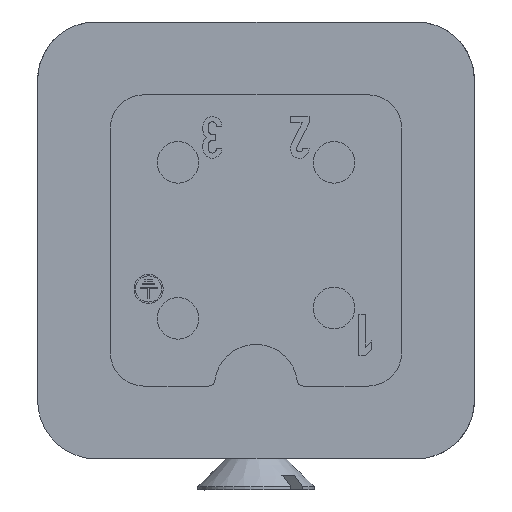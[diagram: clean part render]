
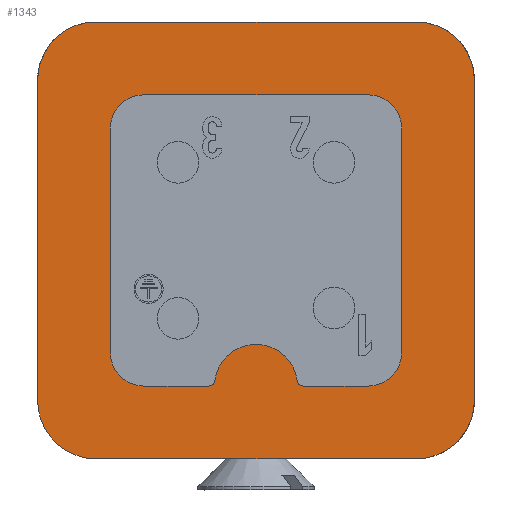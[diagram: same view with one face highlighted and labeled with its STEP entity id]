
A CAD part, front view. The second image highlights one B-rep face of the part: STEP entity #1343.
In plain terms, the highlighted planar face has unit normal (0, -1, 0).
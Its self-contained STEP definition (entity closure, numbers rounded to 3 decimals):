
#853=FACE_BOUND('',#2284,.T.);
#854=FACE_BOUND('',#2285,.T.);
#970=CIRCLE('',#7262,2.);
#971=CIRCLE('',#7264,0.3);
#974=CIRCLE('',#7269,1.6);
#976=CIRCLE('',#7273,1.6);
#978=CIRCLE('',#7277,1.6);
#980=CIRCLE('',#7281,1.6);
#982=CIRCLE('',#7286,0.3);
#987=CIRCLE('',#7299,2.8);
#1012=CIRCLE('',#7366,2.8);
#1014=CIRCLE('',#7375,2.8);
#1017=CIRCLE('',#7386,2.8);
#1343=ADVANCED_FACE('',(#853,#854),#1614,.T.);
#1614=PLANE('',#7387);
#2284=EDGE_LOOP('',(#3761,#3762,#3763,#3764,#3765,#3766,#3767,#3768,#3769,
#3770,#3771,#3772));
#2285=EDGE_LOOP('',(#3773,#3774,#3775,#3776,#3777,#3778,#3779,#3780));
#3761=ORIENTED_EDGE('',*,*,#5256,.T.);
#3762=ORIENTED_EDGE('',*,*,#5224,.T.);
#3763=ORIENTED_EDGE('',*,*,#5225,.T.);
#3764=ORIENTED_EDGE('',*,*,#5230,.T.);
#3765=ORIENTED_EDGE('',*,*,#5233,.T.);
#3766=ORIENTED_EDGE('',*,*,#5236,.T.);
#3767=ORIENTED_EDGE('',*,*,#5239,.T.);
#3768=ORIENTED_EDGE('',*,*,#5242,.T.);
#3769=ORIENTED_EDGE('',*,*,#5245,.T.);
#3770=ORIENTED_EDGE('',*,*,#5248,.T.);
#3771=ORIENTED_EDGE('',*,*,#5251,.T.);
#3772=ORIENTED_EDGE('',*,*,#5253,.T.);
#3773=ORIENTED_EDGE('',*,*,#5412,.F.);
#3774=ORIENTED_EDGE('',*,*,#5281,.T.);
#3775=ORIENTED_EDGE('',*,*,#5295,.T.);
#3776=ORIENTED_EDGE('',*,*,#5413,.T.);
#3777=ORIENTED_EDGE('',*,*,#5414,.T.);
#3778=ORIENTED_EDGE('',*,*,#5379,.T.);
#3779=ORIENTED_EDGE('',*,*,#5395,.T.);
#3780=ORIENTED_EDGE('',*,*,#5398,.T.);
#4449=VERTEX_POINT('',#10370);
#4452=VERTEX_POINT('',#10375);
#4453=VERTEX_POINT('',#10379);
#4456=VERTEX_POINT('',#10387);
#4458=VERTEX_POINT('',#10393);
#4460=VERTEX_POINT('',#10399);
#4462=VERTEX_POINT('',#10405);
#4464=VERTEX_POINT('',#10411);
#4466=VERTEX_POINT('',#10417);
#4468=VERTEX_POINT('',#10423);
#4470=VERTEX_POINT('',#10429);
#4472=VERTEX_POINT('',#10434);
#4495=VERTEX_POINT('',#10541);
#4496=VERTEX_POINT('',#10543);
#4504=VERTEX_POINT('',#10567);
#4565=VERTEX_POINT('',#10866);
#4566=VERTEX_POINT('',#10867);
#4574=VERTEX_POINT('',#10895);
#4576=VERTEX_POINT('',#10922);
#4583=VERTEX_POINT('',#10977);
#5224=EDGE_CURVE('',#4449,#4452,#970,.T.);
#5225=EDGE_CURVE('',#4452,#4453,#971,.T.);
#5230=EDGE_CURVE('',#4453,#4456,#5985,.T.);
#5233=EDGE_CURVE('',#4456,#4458,#974,.T.);
#5236=EDGE_CURVE('',#4458,#4460,#5989,.T.);
#5239=EDGE_CURVE('',#4460,#4462,#976,.T.);
#5242=EDGE_CURVE('',#4462,#4464,#5993,.T.);
#5245=EDGE_CURVE('',#4464,#4466,#978,.T.);
#5248=EDGE_CURVE('',#4466,#4468,#5997,.T.);
#5251=EDGE_CURVE('',#4468,#4470,#980,.T.);
#5253=EDGE_CURVE('',#4470,#4472,#6000,.T.);
#5256=EDGE_CURVE('',#4472,#4449,#982,.T.);
#5281=EDGE_CURVE('',#4496,#4495,#987,.T.);
#5295=EDGE_CURVE('',#4495,#4504,#6026,.T.);
#5379=EDGE_CURVE('',#4565,#4566,#1012,.T.);
#5395=EDGE_CURVE('',#4566,#4574,#6088,.T.);
#5398=EDGE_CURVE('',#4574,#4576,#1014,.T.);
#5412=EDGE_CURVE('',#4496,#4576,#6099,.T.);
#5413=EDGE_CURVE('',#4504,#4583,#1017,.T.);
#5414=EDGE_CURVE('',#4583,#4565,#6100,.T.);
#5985=LINE('',#10388,#6648);
#5989=LINE('',#10400,#6652);
#5993=LINE('',#10412,#6656);
#5997=LINE('',#10424,#6660);
#6000=LINE('',#10435,#6663);
#6026=LINE('',#10568,#6689);
#6088=LINE('',#10896,#6751);
#6099=LINE('',#10974,#6762);
#6100=LINE('',#10978,#6763);
#6648=VECTOR('',#8618,1.);
#6652=VECTOR('',#8630,1.);
#6656=VECTOR('',#8642,1.);
#6660=VECTOR('',#8654,1.);
#6663=VECTOR('',#8665,1.);
#6689=VECTOR('',#8741,1.);
#6751=VECTOR('',#8935,1.);
#6762=VECTOR('',#8968,1.);
#6763=VECTOR('',#8973,1.);
#7262=AXIS2_PLACEMENT_3D('',#10376,#8605,#8606);
#7264=AXIS2_PLACEMENT_3D('',#10378,#8609,#8610);
#7269=AXIS2_PLACEMENT_3D('',#10394,#8624,#8625);
#7273=AXIS2_PLACEMENT_3D('',#10406,#8636,#8637);
#7277=AXIS2_PLACEMENT_3D('',#10418,#8648,#8649);
#7281=AXIS2_PLACEMENT_3D('',#10430,#8660,#8661);
#7286=AXIS2_PLACEMENT_3D('',#10440,#8673,#8674);
#7299=AXIS2_PLACEMENT_3D('',#10542,#8715,#8716);
#7366=AXIS2_PLACEMENT_3D('',#10865,#8906,#8907);
#7375=AXIS2_PLACEMENT_3D('',#10923,#8939,#8940);
#7386=AXIS2_PLACEMENT_3D('',#10976,#8971,#8972);
#7387=AXIS2_PLACEMENT_3D('',#10979,#8974,#8975);
#8605=DIRECTION('',(0.,-1.,0.));
#8606=DIRECTION('',(0.991,0.,0.13));
#8609=DIRECTION('',(0.,1.,0.));
#8610=DIRECTION('',(0.991,0.,-0.13));
#8618=DIRECTION('',(-1.,0.,0.));
#8624=DIRECTION('',(0.,1.,0.));
#8625=DIRECTION('',(0.,0.,-1.));
#8630=DIRECTION('',(0.,0.,1.));
#8636=DIRECTION('',(0.,1.,0.));
#8637=DIRECTION('',(-1.,0.,0.));
#8642=DIRECTION('',(1.,0.,0.));
#8648=DIRECTION('',(0.,1.,0.));
#8649=DIRECTION('',(0.,0.,1.));
#8654=DIRECTION('',(0.,0.,-1.));
#8660=DIRECTION('',(0.,1.,0.));
#8661=DIRECTION('',(1.,0.,0.));
#8665=DIRECTION('',(-1.,0.,0.));
#8673=DIRECTION('',(0.,1.,0.));
#8674=DIRECTION('',(0.,0.,-1.));
#8715=DIRECTION('',(0.,-1.,0.));
#8716=DIRECTION('',(1.,0.,0.));
#8741=DIRECTION('',(-1.,0.,0.));
#8906=DIRECTION('',(0.,-1.,0.));
#8907=DIRECTION('',(-1.,0.,0.));
#8935=DIRECTION('',(1.,0.,0.));
#8939=DIRECTION('',(0.,-1.,0.));
#8940=DIRECTION('',(0.,0.,-1.));
#8968=DIRECTION('',(0.,0.,-1.));
#8971=DIRECTION('',(0.,-1.,0.));
#8972=DIRECTION('',(0.,0.,1.));
#8973=DIRECTION('',(0.,0.,-1.));
#8974=DIRECTION('',(0.,-1.,0.));
#8975=DIRECTION('',(-1.,0.,0.));
#10370=CARTESIAN_POINT('',(1.983,7.3,-6.839));
#10375=CARTESIAN_POINT('',(-1.983,7.3,-6.839));
#10376=CARTESIAN_POINT('',(0.,7.3,-7.1));
#10378=CARTESIAN_POINT('',(-2.28,7.3,-6.8));
#10379=CARTESIAN_POINT('',(-2.28,7.3,-7.1));
#10387=CARTESIAN_POINT('',(-5.4,7.3,-7.1));
#10388=CARTESIAN_POINT('',(-2.28,7.3,-7.1));
#10393=CARTESIAN_POINT('',(-7.,7.3,-5.5));
#10394=CARTESIAN_POINT('',(-5.4,7.3,-5.5));
#10399=CARTESIAN_POINT('',(-7.,7.3,5.3));
#10400=CARTESIAN_POINT('',(-7.,7.3,-5.5));
#10405=CARTESIAN_POINT('',(-5.4,7.3,6.9));
#10406=CARTESIAN_POINT('',(-5.4,7.3,5.3));
#10411=CARTESIAN_POINT('',(5.4,7.3,6.9));
#10412=CARTESIAN_POINT('',(-5.4,7.3,6.9));
#10417=CARTESIAN_POINT('',(7.,7.3,5.3));
#10418=CARTESIAN_POINT('',(5.4,7.3,5.3));
#10423=CARTESIAN_POINT('',(7.,7.3,-5.5));
#10424=CARTESIAN_POINT('',(7.,7.3,5.3));
#10429=CARTESIAN_POINT('',(5.4,7.3,-7.1));
#10430=CARTESIAN_POINT('',(5.4,7.3,-5.5));
#10434=CARTESIAN_POINT('',(2.28,7.3,-7.1));
#10435=CARTESIAN_POINT('',(5.4,7.3,-7.1));
#10440=CARTESIAN_POINT('',(2.28,7.3,-6.8));
#10541=CARTESIAN_POINT('',(7.7,7.3,10.4));
#10542=CARTESIAN_POINT('',(7.7,7.3,7.6));
#10543=CARTESIAN_POINT('',(10.5,7.3,7.6));
#10567=CARTESIAN_POINT('',(-7.7,7.3,10.4));
#10568=CARTESIAN_POINT('',(7.7,7.3,10.4));
#10865=CARTESIAN_POINT('',(-7.7,7.3,-7.8));
#10866=CARTESIAN_POINT('',(-10.5,7.3,-7.8));
#10867=CARTESIAN_POINT('',(-7.7,7.3,-10.6));
#10895=CARTESIAN_POINT('',(7.7,7.3,-10.6));
#10896=CARTESIAN_POINT('',(-7.7,7.3,-10.6));
#10922=CARTESIAN_POINT('',(10.5,7.3,-7.8));
#10923=CARTESIAN_POINT('',(7.7,7.3,-7.8));
#10974=CARTESIAN_POINT('',(10.5,7.3,7.6));
#10976=CARTESIAN_POINT('',(-7.7,7.3,7.6));
#10977=CARTESIAN_POINT('',(-10.5,7.3,7.6));
#10978=CARTESIAN_POINT('',(-10.5,7.3,7.6));
#10979=CARTESIAN_POINT('',(11.025,7.3,10.925));
